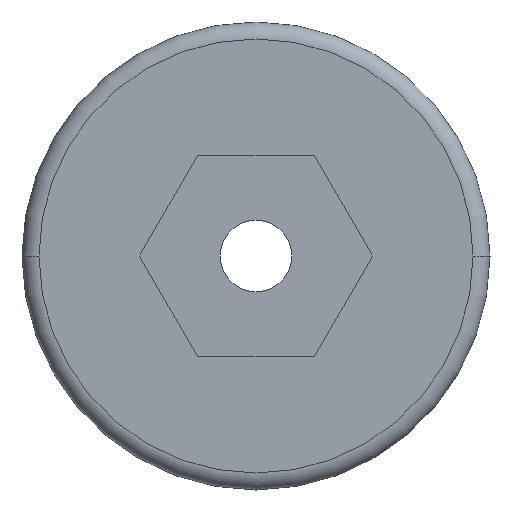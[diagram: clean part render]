
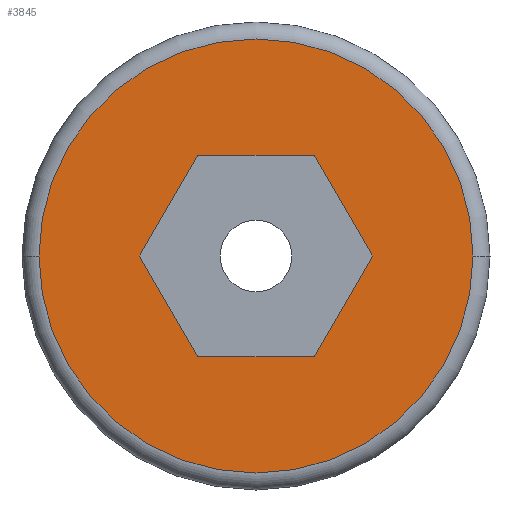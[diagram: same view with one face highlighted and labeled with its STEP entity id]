
A CAD part, left-side view. The second image highlights one B-rep face of the part: STEP entity #3845.
In plain terms, the highlighted planar face has unit normal (-1, 0, 0).
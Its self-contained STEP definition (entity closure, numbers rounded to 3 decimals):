
#1635=DIRECTION('',(0.,-0.5,0.866));
#1636=VECTOR('',#1635,1.744);
#1637=CARTESIAN_POINT('',(-3.91,1.744,0.));
#1638=LINE('',#1637,#1636);
#1639=DIRECTION('',(0.,0.5,0.866));
#1640=VECTOR('',#1639,1.744);
#1641=CARTESIAN_POINT('',(-3.91,0.872,-1.51));
#1642=LINE('',#1641,#1640);
#1643=DIRECTION('',(0.,1.,0.));
#1644=VECTOR('',#1643,1.744);
#1645=CARTESIAN_POINT('',(-3.91,-0.872,-1.51));
#1646=LINE('',#1645,#1644);
#1647=DIRECTION('',(0.,0.5,-0.866));
#1648=VECTOR('',#1647,1.744);
#1649=CARTESIAN_POINT('',(-3.91,-1.744,0.));
#1650=LINE('',#1649,#1648);
#1651=DIRECTION('',(0.,-0.5,-0.866));
#1652=VECTOR('',#1651,1.744);
#1653=CARTESIAN_POINT('',(-3.91,-0.872,1.51));
#1654=LINE('',#1653,#1652);
#1655=DIRECTION('',(0.,-1.,0.));
#1656=VECTOR('',#1655,1.744);
#1657=CARTESIAN_POINT('',(-3.91,0.872,1.51));
#1658=LINE('',#1657,#1656);
#1659=CARTESIAN_POINT('',(-3.91,0.,0.));
#1660=DIRECTION('',(-1.,0.,0.));
#1661=DIRECTION('',(0.,1.,0.));
#1662=AXIS2_PLACEMENT_3D('',#1659,#1660,#1661);
#1664=CARTESIAN_POINT('',(-3.91,0.,0.));
#1665=DIRECTION('',(-1.,0.,0.));
#1666=DIRECTION('',(0.,-1.,0.));
#1667=AXIS2_PLACEMENT_3D('',#1664,#1665,#1666);
#1826=CARTESIAN_POINT('',(-3.91,1.744,0.));
#1827=CARTESIAN_POINT('',(-3.91,0.872,1.51));
#1828=VERTEX_POINT('',#1826);
#1829=VERTEX_POINT('',#1827);
#1830=CARTESIAN_POINT('',(-3.91,-0.872,1.51));
#1831=VERTEX_POINT('',#1830);
#1832=CARTESIAN_POINT('',(-3.91,-1.744,0.));
#1833=VERTEX_POINT('',#1832);
#1834=CARTESIAN_POINT('',(-3.91,-0.872,-1.51));
#1835=VERTEX_POINT('',#1834);
#1836=CARTESIAN_POINT('',(-3.91,0.872,-1.51));
#1837=VERTEX_POINT('',#1836);
#1838=CARTESIAN_POINT('',(-3.91,3.246,0.));
#1839=CARTESIAN_POINT('',(-3.91,-3.246,0.));
#1840=VERTEX_POINT('',#1838);
#1841=VERTEX_POINT('',#1839);
#3821=CARTESIAN_POINT('',(-3.91,0.,0.));
#3822=DIRECTION('',(1.,0.,0.));
#3823=DIRECTION('',(0.,-1.,0.));
#3824=AXIS2_PLACEMENT_3D('',#3821,#3822,#3823);
#3825=PLANE('',#3824);
#3827=ORIENTED_EDGE('',*,*,#3826,.F.);
#3828=ORIENTED_EDGE('',*,*,#3811,.F.);
#3829=EDGE_LOOP('',(#3827,#3828));
#3830=FACE_OUTER_BOUND('',#3829,.F.);
#3832=ORIENTED_EDGE('',*,*,#3831,.F.);
#3834=ORIENTED_EDGE('',*,*,#3833,.F.);
#3836=ORIENTED_EDGE('',*,*,#3835,.F.);
#3838=ORIENTED_EDGE('',*,*,#3837,.F.);
#3840=ORIENTED_EDGE('',*,*,#3839,.F.);
#3842=ORIENTED_EDGE('',*,*,#3841,.F.);
#3843=EDGE_LOOP('',(#3832,#3834,#3836,#3838,#3840,#3842));
#3844=FACE_BOUND('',#3843,.F.);
#1663=CIRCLE('',#1662,3.246);
#1668=CIRCLE('',#1667,3.246);
#3811=EDGE_CURVE('',#1841,#1840,#1668,.T.);
#3826=EDGE_CURVE('',#1840,#1841,#1663,.T.);
#3831=EDGE_CURVE('',#1828,#1829,#1638,.T.);
#3833=EDGE_CURVE('',#1837,#1828,#1642,.T.);
#3835=EDGE_CURVE('',#1835,#1837,#1646,.T.);
#3837=EDGE_CURVE('',#1833,#1835,#1650,.T.);
#3839=EDGE_CURVE('',#1831,#1833,#1654,.T.);
#3841=EDGE_CURVE('',#1829,#1831,#1658,.T.);
#3845=ADVANCED_FACE('',(#3830,#3844),#3825,.F.);
